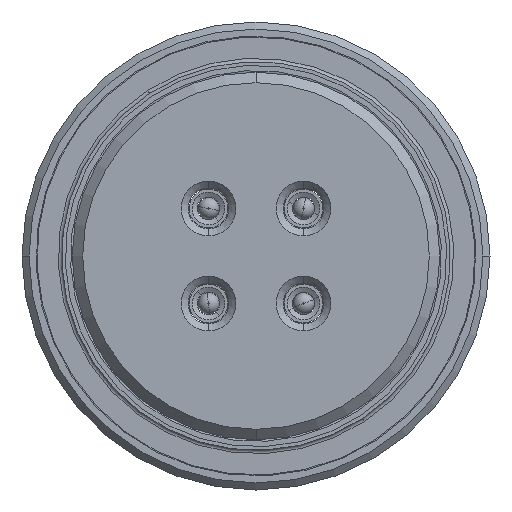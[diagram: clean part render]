
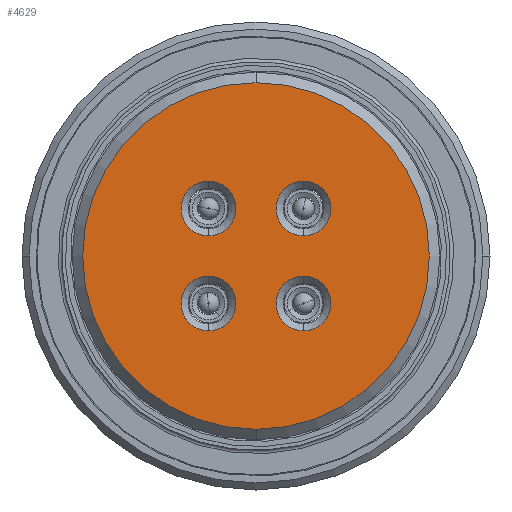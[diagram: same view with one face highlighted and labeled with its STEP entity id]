
A CAD part, front view. The second image highlights one B-rep face of the part: STEP entity #4629.
In plain terms, the highlighted planar face has unit normal (0, -1, 0).
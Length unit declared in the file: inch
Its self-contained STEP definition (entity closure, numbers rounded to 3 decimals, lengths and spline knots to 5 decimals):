
#21 = FACE_BOUND ( 'NONE', #5594, .T. ) ;
#64 = AXIS2_PLACEMENT_3D ( 'NONE', #1623, #617, #2509 ) ;
#97 = VERTEX_POINT ( 'NONE', #4007 ) ;
#102 = DIRECTION ( 'NONE',  ( 0., 0., 1. ) ) ;
#137 = ORIENTED_EDGE ( 'NONE', *, *, #4824, .T. ) ;
#164 = CARTESIAN_POINT ( 'NONE',  ( 0.13716, -0.00144, -0.05823 ) ) ;
#524 = AXIS2_PLACEMENT_3D ( 'NONE', #4999, #958, #4552 ) ;
#545 = AXIS2_PLACEMENT_3D ( 'NONE', #5082, #4665, #1043 ) ;
#563 = CIRCLE ( 'NONE', #5366, 0.0775 ) ;
#575 = ORIENTED_EDGE ( 'NONE', *, *, #2128, .T. ) ;
#617 = DIRECTION ( 'NONE',  ( 0., -1., 0. ) ) ;
#719 = EDGE_CURVE ( 'NONE', #2716, #3476, #3630, .T. ) ;
#773 = CARTESIAN_POINT ( 'NONE',  ( 0.13716, -0.00144, 0.13427 ) ) ;
#855 = DIRECTION ( 'NONE',  ( 0., 0., 1. ) ) ;
#859 = PLANE ( 'NONE',  #1897 ) ;
#862 = EDGE_CURVE ( 'NONE', #5614, #5596, #563, .T. ) ;
#900 = CARTESIAN_POINT ( 'NONE',  ( -0.13284, -0.00144, -0.05823 ) ) ;
#951 = AXIS2_PLACEMENT_3D ( 'NONE', #3238, #986, #2784 ) ;
#958 = DIRECTION ( 'NONE',  ( 0., 1., 0. ) ) ;
#970 = ORIENTED_EDGE ( 'NONE', *, *, #3362, .T. ) ;
#986 = DIRECTION ( 'NONE',  ( 0., -1., 0. ) ) ;
#1043 = DIRECTION ( 'NONE',  ( 0., 0., 1. ) ) ;
#1189 = CARTESIAN_POINT ( 'NONE',  ( 0.00216, -0.00144, 0.49177 ) ) ;
#1232 = CARTESIAN_POINT ( 'NONE',  ( 0.00216, -0.00144, -0.49323 ) ) ;
#1294 = CARTESIAN_POINT ( 'NONE',  ( 0.13716, -0.00144, 0.13427 ) ) ;
#1345 = CARTESIAN_POINT ( 'NONE',  ( 0.00216, -0.00144, -0.00073 ) ) ;
#1442 = DIRECTION ( 'NONE',  ( 0., 0., 1. ) ) ;
#1623 = CARTESIAN_POINT ( 'NONE',  ( 0.00216, -0.00144, -0.00073 ) ) ;
#1840 = AXIS2_PLACEMENT_3D ( 'NONE', #2213, #5313, #855 ) ;
#1844 = CARTESIAN_POINT ( 'NONE',  ( -0.13284, -0.00144, -0.13573 ) ) ;
#1860 = CARTESIAN_POINT ( 'NONE',  ( -0.13284, -0.00144, 0.13427 ) ) ;
#1897 = AXIS2_PLACEMENT_3D ( 'NONE', #1345, #5397, #5424 ) ;
#1948 = EDGE_LOOP ( 'NONE', ( #3290, #2753 ) ) ;
#1953 = CARTESIAN_POINT ( 'NONE',  ( -0.13284, -0.00144, -0.21323 ) ) ;
#2128 = EDGE_CURVE ( 'NONE', #2492, #4380, #4149, .T. ) ;
#2132 = DIRECTION ( 'NONE',  ( 0., 1., 0. ) ) ;
#2213 = CARTESIAN_POINT ( 'NONE',  ( -0.13284, -0.00144, 0.13427 ) ) ;
#2227 = ORIENTED_EDGE ( 'NONE', *, *, #3973, .T. ) ;
#2233 = DIRECTION ( 'NONE',  ( 0., 1., 0. ) ) ;
#2297 = FACE_BOUND ( 'NONE', #3796, .T. ) ;
#2298 = ORIENTED_EDGE ( 'NONE', *, *, #862, .T. ) ;
#2343 = VERTEX_POINT ( 'NONE', #5638 ) ;
#2492 = VERTEX_POINT ( 'NONE', #1232 ) ;
#2509 = DIRECTION ( 'NONE',  ( 0., 0., 1. ) ) ;
#2577 = EDGE_CURVE ( 'NONE', #3476, #2716, #5506, .T. ) ;
#2679 = DIRECTION ( 'NONE',  ( 0., 1., 0. ) ) ;
#2690 = ORIENTED_EDGE ( 'NONE', *, *, #3687, .T. ) ;
#2707 = FACE_BOUND ( 'NONE', #1948, .T. ) ;
#2716 = VERTEX_POINT ( 'NONE', #900 ) ;
#2737 = FACE_BOUND ( 'NONE', #5143, .T. ) ;
#2753 = ORIENTED_EDGE ( 'NONE', *, *, #719, .T. ) ;
#2771 = CARTESIAN_POINT ( 'NONE',  ( 0.13716, -0.00144, 0.21177 ) ) ;
#2784 = DIRECTION ( 'NONE',  ( 0., 0., 1. ) ) ;
#2989 = DIRECTION ( 'NONE',  ( 0., 0., 1. ) ) ;
#2995 = ORIENTED_EDGE ( 'NONE', *, *, #3888, .T. ) ;
#3060 = CIRCLE ( 'NONE', #3250, 0.0775 ) ;
#3065 = CIRCLE ( 'NONE', #64, 0.4925 ) ;
#3067 = DIRECTION ( 'NONE',  ( 0., 1., 0. ) ) ;
#3164 = CARTESIAN_POINT ( 'NONE',  ( 0.13716, -0.00144, 0.05677 ) ) ;
#3238 = CARTESIAN_POINT ( 'NONE',  ( 0.00216, -0.00144, -0.00073 ) ) ;
#3250 = AXIS2_PLACEMENT_3D ( 'NONE', #1860, #5522, #1442 ) ;
#3290 = ORIENTED_EDGE ( 'NONE', *, *, #2577, .T. ) ;
#3362 = EDGE_CURVE ( 'NONE', #97, #3877, #3060, .T. ) ;
#3476 = VERTEX_POINT ( 'NONE', #1953 ) ;
#3499 = CIRCLE ( 'NONE', #4522, 0.0775 ) ;
#3528 = VERTEX_POINT ( 'NONE', #164 ) ;
#3592 = CARTESIAN_POINT ( 'NONE',  ( -0.13284, -0.00144, 0.21177 ) ) ;
#3597 = FACE_OUTER_BOUND ( 'NONE', #4701, .T. ) ;
#3630 = CIRCLE ( 'NONE', #4189, 0.0775 ) ;
#3687 = EDGE_CURVE ( 'NONE', #3877, #97, #5331, .T. ) ;
#3796 = EDGE_LOOP ( 'NONE', ( #970, #2690 ) ) ;
#3877 = VERTEX_POINT ( 'NONE', #3592 ) ;
#3888 = EDGE_CURVE ( 'NONE', #2343, #3528, #4290, .T. ) ;
#3973 = EDGE_CURVE ( 'NONE', #4380, #2492, #3065, .T. ) ;
#3985 = AXIS2_PLACEMENT_3D ( 'NONE', #1844, #2233, #4491 ) ;
#4007 = CARTESIAN_POINT ( 'NONE',  ( -0.13284, -0.00144, 0.05677 ) ) ;
#4149 = CIRCLE ( 'NONE', #951, 0.4925 ) ;
#4189 = AXIS2_PLACEMENT_3D ( 'NONE', #5315, #3067, #2989 ) ;
#4290 = CIRCLE ( 'NONE', #524, 0.0775 ) ;
#4336 = DIRECTION ( 'NONE',  ( 0., 0., 1. ) ) ;
#4353 = ORIENTED_EDGE ( 'NONE', *, *, #5358, .T. ) ;
#4380 = VERTEX_POINT ( 'NONE', #1189 ) ;
#4491 = DIRECTION ( 'NONE',  ( 0., 0., 1. ) ) ;
#4522 = AXIS2_PLACEMENT_3D ( 'NONE', #773, #2132, #4336 ) ;
#4552 = DIRECTION ( 'NONE',  ( 0., 0., 1. ) ) ;
#4629 = ADVANCED_FACE ( 'NONE', ( #21, #2737, #2297, #2707, #3597 ), #859, .F. ) ;
#4665 = DIRECTION ( 'NONE',  ( 0., 1., 0. ) ) ;
#4701 = EDGE_LOOP ( 'NONE', ( #2227, #575 ) ) ;
#4824 = EDGE_CURVE ( 'NONE', #5596, #5614, #3499, .T. ) ;
#4999 = CARTESIAN_POINT ( 'NONE',  ( 0.13716, -0.00144, -0.13573 ) ) ;
#5082 = CARTESIAN_POINT ( 'NONE',  ( 0.13716, -0.00144, -0.13573 ) ) ;
#5143 = EDGE_LOOP ( 'NONE', ( #2298, #137 ) ) ;
#5313 = DIRECTION ( 'NONE',  ( 0., 1., 0. ) ) ;
#5315 = CARTESIAN_POINT ( 'NONE',  ( -0.13284, -0.00144, -0.13573 ) ) ;
#5331 = CIRCLE ( 'NONE', #1840, 0.0775 ) ;
#5358 = EDGE_CURVE ( 'NONE', #3528, #2343, #5643, .T. ) ;
#5366 = AXIS2_PLACEMENT_3D ( 'NONE', #1294, #2679, #102 ) ;
#5397 = DIRECTION ( 'NONE',  ( 0., 1., 0. ) ) ;
#5424 = DIRECTION ( 'NONE',  ( 0., 0., 1. ) ) ;
#5506 = CIRCLE ( 'NONE', #3985, 0.0775 ) ;
#5522 = DIRECTION ( 'NONE',  ( 0., 1., 0. ) ) ;
#5594 = EDGE_LOOP ( 'NONE', ( #2995, #4353 ) ) ;
#5596 = VERTEX_POINT ( 'NONE', #2771 ) ;
#5614 = VERTEX_POINT ( 'NONE', #3164 ) ;
#5638 = CARTESIAN_POINT ( 'NONE',  ( 0.13716, -0.00144, -0.21323 ) ) ;
#5643 = CIRCLE ( 'NONE', #545, 0.0775 ) ;
